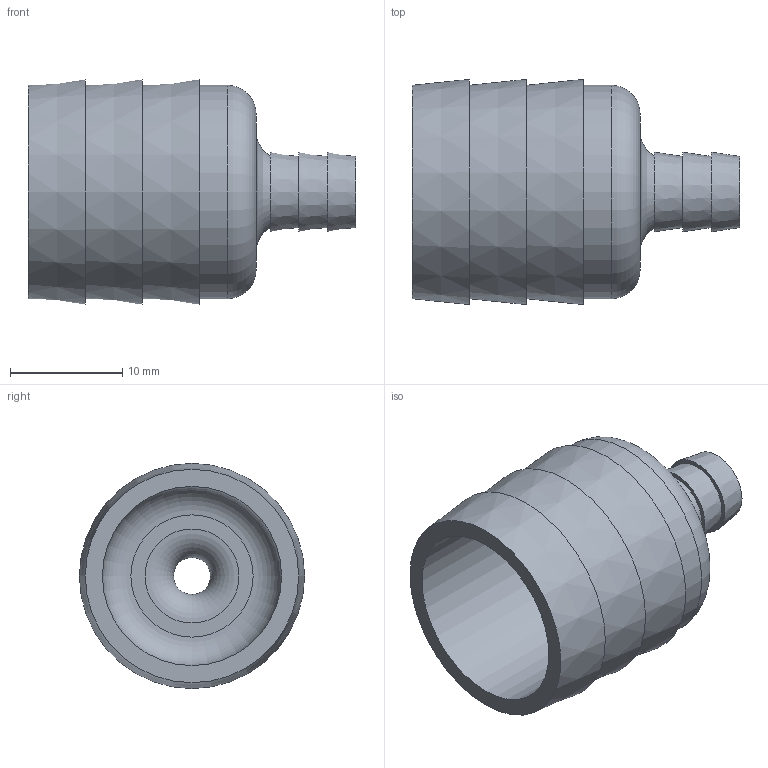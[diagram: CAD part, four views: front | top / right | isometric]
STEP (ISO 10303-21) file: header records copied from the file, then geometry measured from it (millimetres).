
FILE_DESCRIPTION(/* description */ (''),/* implementation_level */ '2;1');
FILE_NAME(/* name */ 'barbs.step',/* time_stamp */ '2020-04-19T17:23:22-04:00',/* author */ (''),/* organization */ (''),/* preprocessor_version */ 'ST-DEVELOPER v18.1',/* originating_system */ 'Autodesk Translation Framework v9.2.0.1227',/* authorisation */ '');
FILE_SCHEMA (('AUTOMOTIVE_DESIGN { 1 0 10303 214 3 1 1 }'));
Length unit declared in the file: inch
Products named in the file (1): 3/4-inch to 1/4-inch barb
Bounding box: 29.21 x 20.1 x 20.1 mm (x, y, z)
Volume: 2464.2 mm3; surface area: 3012.3 mm2
Topology: 1 solids, 1 shells, 23 faces, 53 edges, 40 vertices
Faces by surface type: plane 10, cone 6, torus 4, cylinder 3
Full cylindrical faces by diameter (mm): 3.302 x1, 16.002 x1, 19.05 x1
Entity records: 742 total; most frequent: DIRECTION 145, CARTESIAN_POINT 117, ORIENTED_EDGE 106, AXIS2_PLACEMENT_3D 68, EDGE_CURVE 53, CIRCLE 44, VERTEX_POINT 40, EDGE_LOOP 33
